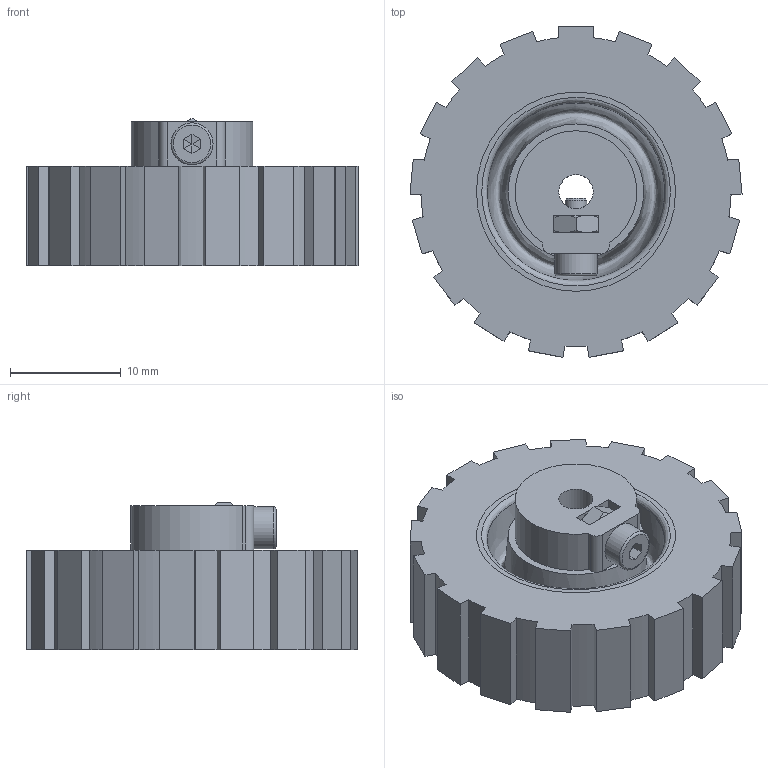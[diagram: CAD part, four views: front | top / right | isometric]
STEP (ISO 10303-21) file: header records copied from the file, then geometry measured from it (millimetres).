
FILE_DESCRIPTION(/* description */ (''),/* implementation_level */ '2;1');
FILE_NAME(/* name */ 'rim V3 v12.step',/* time_stamp */ '2024-12-17T23:38:40+01:00',/* author */ (''),/* organization */ (''),/* preprocessor_version */ 'ST-DEVELOPER v20',/* originating_system */ 'Autodesk Translation Framework v13.20.0.188',/* authorisation */ '');
FILE_SCHEMA (('AUTOMOTIVE_DESIGN { 1 0 10303 214 3 1 1 }'));
Length unit declared in the file: millimetre
Products named in the file (3): rim V3; Vis d'assemblage à tête cylindrique à six pans creux ISO
 4762 - M2 x 5 Acier 4.6 Standard v1; Écrou hexagonal standard ISO 4032 - M2 Acier 6 Standard v1
Assembly tree (1 placements, depth 2):
  rim V3
    Écrou hexagonal standard ISO 4032 - M2 Acier 6 Standard v1
  Vis d'assemblage à tête cylindrique à six pans creux ISO
 4762 - M2 x 5 Acier 4.6 Standard v1
Bounding box: 30 x 29.87 x 13.31 mm (x, y, z)
Volume: 5798.1 mm3; surface area: 4637.4 mm2
Topology: 4 solids, 4 shells, 243 faces, 650 edges, 429 vertices
Faces by surface type: plane 155, bspline 54, cylinder 28, cone 5, torus 1
Full cylindrical faces by diameter (mm): 1.623 x1, 1.933 x1, 2 x2, 3.1 x1, 3.8 x1, 18 x2
Entity records: 8347 total; most frequent: CARTESIAN_POINT 2507, ORIENTED_EDGE 1300, DIRECTION 979, EDGE_CURVE 650, LINE 463, VECTOR 463, VERTEX_POINT 429, EDGE_LOOP 267
